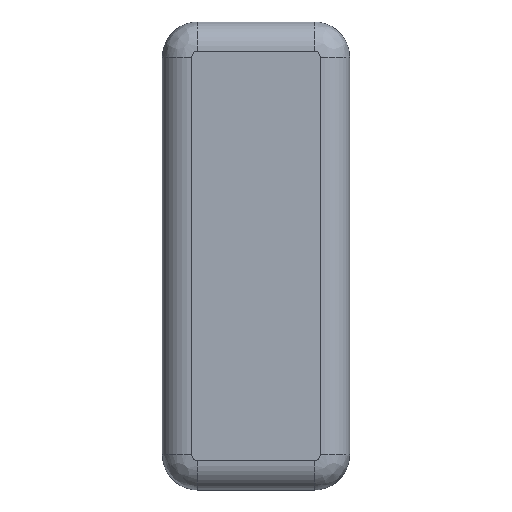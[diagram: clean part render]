
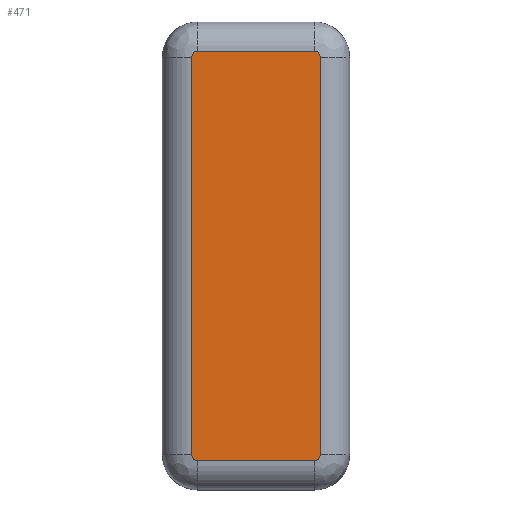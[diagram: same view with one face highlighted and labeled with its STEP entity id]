
A CAD part, top view. The second image highlights one B-rep face of the part: STEP entity #471.
In plain terms, the highlighted planar face has unit normal (0, 0, 1).
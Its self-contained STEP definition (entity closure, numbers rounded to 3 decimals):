
#37=PLANE('',#566);
#78=FACE_OUTER_BOUND('',#111,.T.);
#111=EDGE_LOOP('',(#418,#419,#420,#421,#422,#423,#424,#425));
#136=LINE('',#815,#166);
#138=LINE('',#851,#168);
#140=LINE('',#855,#170);
#142=LINE('',#888,#172);
#166=VECTOR('',#673,10.);
#168=VECTOR('',#693,10.);
#170=VECTOR('',#697,10.);
#172=VECTOR('',#715,10.);
#195=CIRCLE('',#550,0.5);
#197=CIRCLE('',#552,0.5);
#203=CIRCLE('',#560,0.5);
#205=CIRCLE('',#562,0.5);
#235=VERTEX_POINT('',#812);
#236=VERTEX_POINT('',#814);
#239=VERTEX_POINT('',#829);
#240=VERTEX_POINT('',#842);
#243=VERTEX_POINT('',#849);
#244=VERTEX_POINT('',#854);
#247=VERTEX_POINT('',#869);
#248=VERTEX_POINT('',#882);
#291=EDGE_CURVE('',#235,#236,#136,.T.);
#295=EDGE_CURVE('',#239,#235,#195,.T.);
#297=EDGE_CURVE('',#236,#240,#197,.T.);
#301=EDGE_CURVE('',#243,#239,#138,.T.);
#303=EDGE_CURVE('',#240,#244,#140,.T.);
#307=EDGE_CURVE('',#247,#243,#203,.T.);
#309=EDGE_CURVE('',#244,#248,#205,.T.);
#312=EDGE_CURVE('',#248,#247,#142,.T.);
#418=ORIENTED_EDGE('',*,*,#291,.F.);
#419=ORIENTED_EDGE('',*,*,#295,.F.);
#420=ORIENTED_EDGE('',*,*,#301,.F.);
#421=ORIENTED_EDGE('',*,*,#307,.F.);
#422=ORIENTED_EDGE('',*,*,#312,.F.);
#423=ORIENTED_EDGE('',*,*,#309,.F.);
#424=ORIENTED_EDGE('',*,*,#303,.F.);
#425=ORIENTED_EDGE('',*,*,#297,.F.);
#471=ADVANCED_FACE('',(#78),#37,.T.);
#550=AXIS2_PLACEMENT_3D('',#831,#679,#680);
#552=AXIS2_PLACEMENT_3D('',#843,#683,#684);
#560=AXIS2_PLACEMENT_3D('',#871,#703,#704);
#562=AXIS2_PLACEMENT_3D('',#883,#707,#708);
#566=AXIS2_PLACEMENT_3D('',#890,#717,#718);
#673=DIRECTION('',(0.,1.,0.));
#679=DIRECTION('center_axis',(0.,0.,-1.));
#680=DIRECTION('ref_axis',(-0.707,-0.707,0.));
#683=DIRECTION('center_axis',(0.,0.,-1.));
#684=DIRECTION('ref_axis',(-0.707,0.707,0.));
#693=DIRECTION('',(-1.,0.,0.));
#697=DIRECTION('',(1.,0.,0.));
#703=DIRECTION('center_axis',(0.,0.,-1.));
#704=DIRECTION('ref_axis',(0.707,-0.707,0.));
#707=DIRECTION('center_axis',(0.,0.,-1.));
#708=DIRECTION('ref_axis',(0.707,0.707,0.));
#715=DIRECTION('',(0.,-1.,0.));
#717=DIRECTION('center_axis',(0.,0.,1.));
#718=DIRECTION('ref_axis',(1.,0.,0.));
#812=CARTESIAN_POINT('',(-5.5,-3.,2.5));
#814=CARTESIAN_POINT('',(-5.5,31.,2.5));
#815=CARTESIAN_POINT('',(-5.5,5.5,2.5));
#829=CARTESIAN_POINT('',(-5.,-3.5,2.5));
#831=CARTESIAN_POINT('Origin',(-5.,-3.,2.5));
#842=CARTESIAN_POINT('',(-5.,31.5,2.5));
#843=CARTESIAN_POINT('Origin',(-5.,31.,2.5));
#849=CARTESIAN_POINT('',(5.,-3.5,2.5));
#851=CARTESIAN_POINT('',(2.5,-3.5,2.5));
#854=CARTESIAN_POINT('',(5.,31.5,2.5));
#855=CARTESIAN_POINT('',(-2.5,31.5,2.5));
#869=CARTESIAN_POINT('',(5.5,-3.,2.5));
#871=CARTESIAN_POINT('Origin',(5.,-3.,2.5));
#882=CARTESIAN_POINT('',(5.5,31.,2.5));
#883=CARTESIAN_POINT('Origin',(5.,31.,2.5));
#888=CARTESIAN_POINT('',(5.5,22.5,2.5));
#890=CARTESIAN_POINT('Origin',(0.,14.,2.5));
